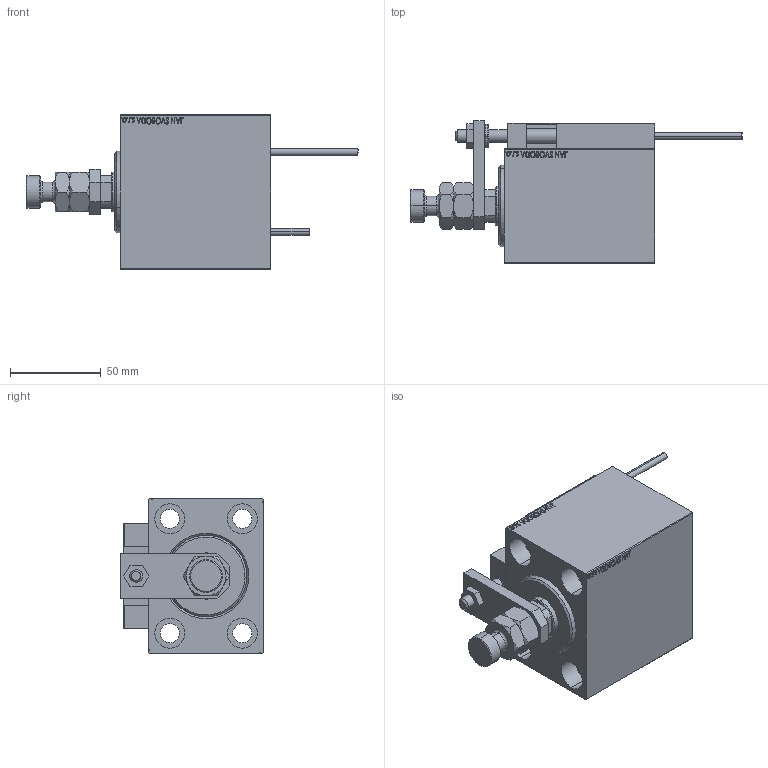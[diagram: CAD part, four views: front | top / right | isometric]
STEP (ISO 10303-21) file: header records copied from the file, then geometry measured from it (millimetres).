
FILE_DESCRIPTION (( 'STEP AP203' ), '1' );
FILE_NAME ('4b59.STEP', '2024-02-12T15:59:13', ( '' ), ( '' ), 'SwSTEP 2.0', 'SolidWorks 2019', '' );
FILE_SCHEMA (( 'CONFIG_CONTROL_DESIGN' ));
Length unit declared in the file: millimetre
Products named in the file (16): TYC_L79 dcdd0b47273ea7b553e715e467d6f661; SWITCH X dcdd0b47273ea7b553e715e467d6f661; KONCOVKA dcdd0b47273ea7b553e715e467d6f661; SWITCH DIM B,W dcdd0b47273ea7b553e715e467d6f661; ALLEN BOLT D5 dcdd0b47273ea7b553e715e467d6f661; V450CM_C_Body dcdd0b47273ea7b553e715e467d6f661; MAGNET dcdd0b47273ea7b553e715e467d6f661; ALLEN BOLT D8 dcdd0b47273ea7b553e715e467d6f661; ZARAZKA dcdd0b47273ea7b553e715e467d6f661; SWITCH_X_FRONT_BACK dcdd0b47273ea7b553e715e467d6f661; NUT_D12 dcdd0b47273ea7b553e715e467d6f661; X_Y_MFA dcdd0b47273ea7b553e715e467d6f661; Block dcdd0b47273ea7b553e715e467d6f661; V450CM_VC_B dcdd0b47273ea7b553e715e467d6f661; V450CM_C_VCP dcdd0b47273ea7b553e715e467d6f661; 4b59
Assembly tree (25 placements, depth 3):
  4b59
    V450CM_C_Body dcdd0b47273ea7b553e715e467d6f661
    SWITCH X dcdd0b47273ea7b553e715e467d6f661
      SWITCH_X_FRONT_BACK dcdd0b47273ea7b553e715e467d6f661  x2
      TYC_L79 dcdd0b47273ea7b553e715e467d6f661
      Block dcdd0b47273ea7b553e715e467d6f661  x2
      ALLEN BOLT D5 dcdd0b47273ea7b553e715e467d6f661  x4
      ALLEN BOLT D8 dcdd0b47273ea7b553e715e467d6f661  x4
      MAGNET dcdd0b47273ea7b553e715e467d6f661  x2
      KONCOVKA dcdd0b47273ea7b553e715e467d6f661  x2
    NUT_D12 dcdd0b47273ea7b553e715e467d6f661
    SWITCH DIM B,W dcdd0b47273ea7b553e715e467d6f661
    ZARAZKA dcdd0b47273ea7b553e715e467d6f661
    V450CM_C_VCP dcdd0b47273ea7b553e715e467d6f661
    V450CM_VC_B dcdd0b47273ea7b553e715e467d6f661
    X_Y_MFA dcdd0b47273ea7b553e715e467d6f661
Bounding box: 183 x 78.5 x 85 mm (x, y, z)
Volume: 456154.9 mm3; surface area: 99814.3 mm2
Topology: 24 solids, 24 shells, 1330 faces, 3162 edges, 2013 vertices
Faces by surface type: plane 576, bspline 380, cylinder 188, cone 134, torus 48, sphere 4
Entity records: 51704 total; most frequent: CARTESIAN_POINT 26431, ORIENTED_EDGE 5344, DIRECTION 3640, EDGE_CURVE 2672, VERTEX_POINT 1737, LINE 1500, VECTOR 1500, EDGE_LOOP 1241
